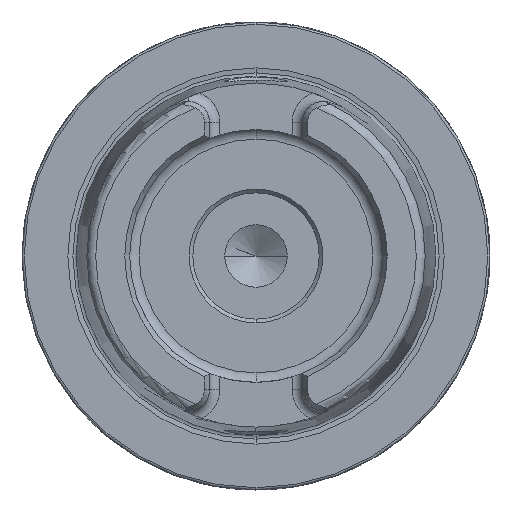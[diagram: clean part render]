
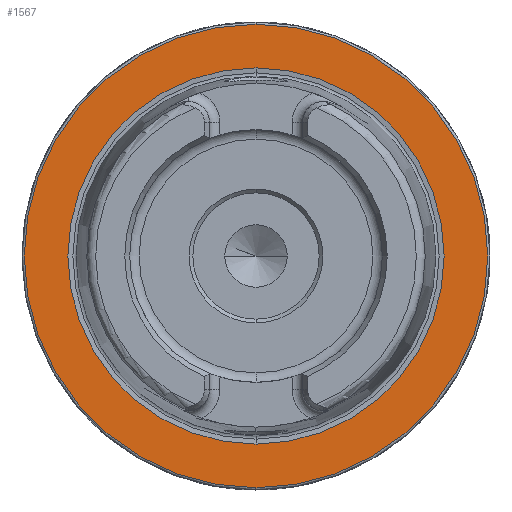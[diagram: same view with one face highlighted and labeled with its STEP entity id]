
A CAD part, left-side view. The second image highlights one B-rep face of the part: STEP entity #1567.
In plain terms, the highlighted planar face has unit normal (-1, 0, 0).
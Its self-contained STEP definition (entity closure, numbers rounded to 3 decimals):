
#5 = EDGE_CURVE ( 'NONE', #3618, #998, #1372, .T. ) ;
#99 = DIRECTION ( 'NONE',  ( -1., 0., 0. ) ) ;
#100 = DIRECTION ( 'NONE',  ( 0., 0., 1. ) ) ;
#105 = CARTESIAN_POINT ( 'NONE',  ( 0., 0., 0. ) ) ;
#133 = EDGE_CURVE ( 'NONE', #997, #1003, #1377, .T. ) ;
#472 = ORIENTED_EDGE ( 'NONE', *, *, #2144, .F. ) ;
#473 = ORIENTED_EDGE ( 'NONE', *, *, #5, .F. ) ;
#474 = ORIENTED_EDGE ( 'NONE', *, *, #133, .T. ) ;
#475 = ORIENTED_EDGE ( 'NONE', *, *, #2143, .T. ) ;
#997 = VERTEX_POINT ( 'NONE', #3969 ) ;
#998 = VERTEX_POINT ( 'NONE', #3970 ) ;
#1003 = VERTEX_POINT ( 'NONE', #3975 ) ;
#1372 = CIRCLE ( 'NONE', #2444, 25.324 ) ;
#1377 = CIRCLE ( 'NONE', #2447, 31.2 ) ;
#1567 = ADVANCED_FACE ( 'NONE', ( #5422, #5426 ), #5610, .F. ) ;
#2143 = EDGE_CURVE ( 'NONE', #1003, #997, #10449, .T. ) ;
#2144 = EDGE_CURVE ( 'NONE', #998, #3618, #10448, .T. ) ;
#2444 = AXIS2_PLACEMENT_3D ( 'NONE', #11866, #11867, #11865 ) ;
#2447 = AXIS2_PLACEMENT_3D ( 'NONE', #105, #99, #100 ) ;
#2719 = AXIS2_PLACEMENT_3D ( 'NONE', #5608, #5599, #5612 ) ;
#2971 = EDGE_LOOP ( 'NONE', ( #472, #473 ) ) ;
#2972 = EDGE_LOOP ( 'NONE', ( #474, #475 ) ) ;
#3618 = VERTEX_POINT ( 'NONE', #12069 ) ;
#3969 = CARTESIAN_POINT ( 'NONE',  ( 0., 0., 31.2 ) ) ;
#3970 = CARTESIAN_POINT ( 'NONE',  ( 0., 0., 25.324 ) ) ;
#3975 = CARTESIAN_POINT ( 'NONE',  ( 0., 0., -31.2 ) ) ;
#5422 = FACE_BOUND ( 'NONE', #2971, .T. ) ;
#5426 = FACE_OUTER_BOUND ( 'NONE', #2972, .T. ) ;
#5599 = DIRECTION ( 'NONE',  ( 1., 0., 0. ) ) ;
#5608 = CARTESIAN_POINT ( 'NONE',  ( 0., 31.2, 0. ) ) ;
#5610 = PLANE ( 'NONE',  #2719 ) ;
#5612 = DIRECTION ( 'NONE',  ( 0., 0., -1. ) ) ;
#7202 = AXIS2_PLACEMENT_3D ( 'NONE', #10990, #10991, #10992 ) ;
#7203 = AXIS2_PLACEMENT_3D ( 'NONE', #10993, #10994, #10995 ) ;
#10448 = CIRCLE ( 'NONE', #7203, 25.324 ) ;
#10449 = CIRCLE ( 'NONE', #7202, 31.2 ) ;
#10990 = CARTESIAN_POINT ( 'NONE',  ( 0., 0., 0. ) ) ;
#10991 = DIRECTION ( 'NONE',  ( -1., 0., 0. ) ) ;
#10992 = DIRECTION ( 'NONE',  ( 0., 0., 1. ) ) ;
#10993 = CARTESIAN_POINT ( 'NONE',  ( 0., 0., 0. ) ) ;
#10994 = DIRECTION ( 'NONE',  ( -1., 0., 0. ) ) ;
#10995 = DIRECTION ( 'NONE',  ( 0., 0., 1. ) ) ;
#11865 = DIRECTION ( 'NONE',  ( 0., 0., 1. ) ) ;
#11866 = CARTESIAN_POINT ( 'NONE',  ( 0., 0., 0. ) ) ;
#11867 = DIRECTION ( 'NONE',  ( -1., 0., 0. ) ) ;
#12069 = CARTESIAN_POINT ( 'NONE',  ( 0., 0., -25.324 ) ) ;
